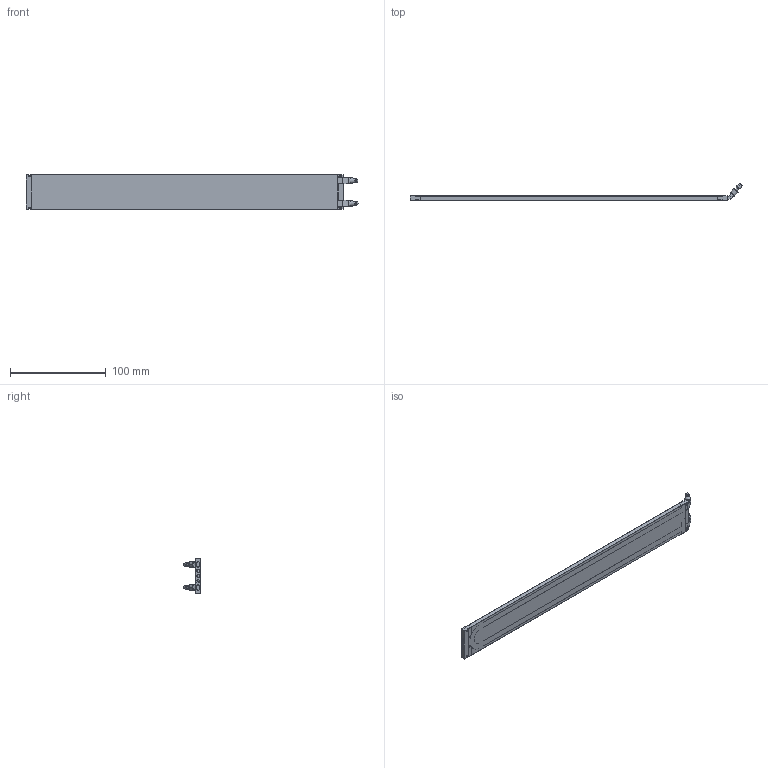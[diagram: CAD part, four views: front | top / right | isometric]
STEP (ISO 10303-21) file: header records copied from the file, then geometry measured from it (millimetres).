
FILE_DESCRIPTION (( 'STEP AP214' ), '1' );
FILE_NAME ('80W Barrel 3 Stave Assy.STEP', '2009-11-20T18:21:37', ( ' ' ), ( '' ), 'SwSTEP 2.0', 'SolidWorks 2009', '' );
FILE_SCHEMA (( 'AUTOMOTIVE_DESIGN' ));
Length unit declared in the file: millimetre
Products named in the file (10): 80W-Barrel 3-4 Stave Skin 2_Barrel 3; 80W-Barrel 3-4 Stave Core_Barrel 3; 80W-Barrel 3-4 Stave Skin 1_Barrel 3; 80W Barrel 3 Stave Assy; rcc-board screw insert_default; 80W-Barrel 3-4 stave mounting block u-end_cooling end; 80W-Barrel 3-4 stave mounting block cooling-end_cooling end; 80W-Barrel 3-4 barb fitting; 80W-Barrel 3-4 Stave cooling U tube_barrel 3; Adhesive
Assembly tree (13 placements, depth 2):
  80W Barrel 3 Stave Assy
    80W-Barrel 3-4 Stave Skin 1_Barrel 3
    80W-Barrel 3-4 Stave cooling U tube_barrel 3
    80W-Barrel 3-4 stave mounting block u-end_cooling end
    80W-Barrel 3-4 stave mounting block cooling-end_cooling end
    rcc-board screw insert_default  x5
    80W-Barrel 3-4 barb fitting  x2
    80W-Barrel 3-4 Stave Skin 2_Barrel 3
    80W-Barrel 3-4 Stave Core_Barrel 3
  Adhesive
Bounding box: 346.56 x 17.81 x 36.1 mm (x, y, z)
Volume: 49186.8 mm3; surface area: 104462 mm2
Topology: 13 solids, 13 shells, 363 faces, 904 edges, 588 vertices
Faces by surface type: plane 168, cylinder 145, cone 22, bspline 16, torus 12
Entity records: 12523 total; most frequent: CARTESIAN_POINT 4581, DIRECTION 1562, ORIENTED_EDGE 1536, EDGE_CURVE 768, AXIS2_PLACEMENT_3D 545, VERTEX_POINT 504, VECTOR 472, LINE 472
